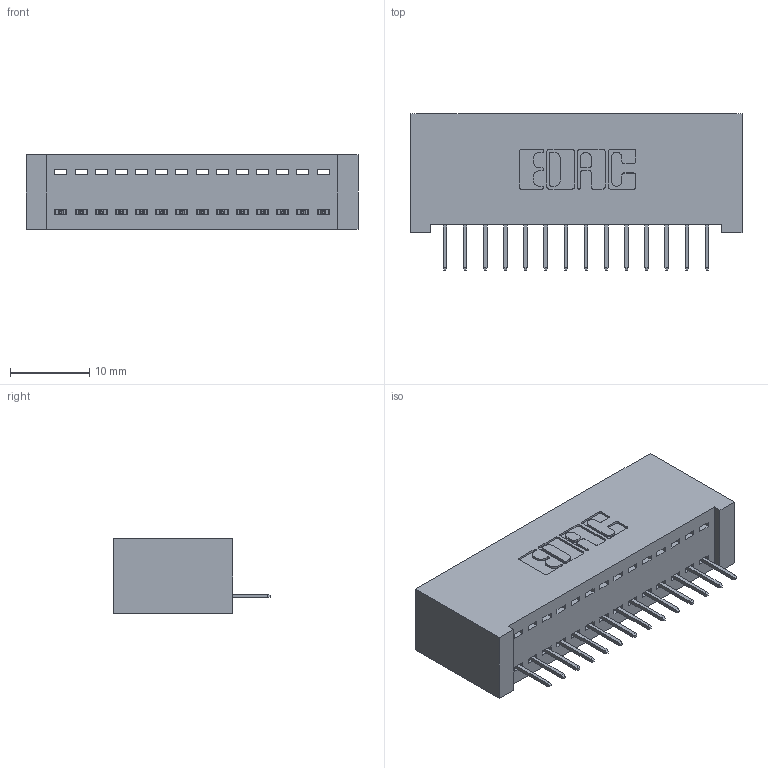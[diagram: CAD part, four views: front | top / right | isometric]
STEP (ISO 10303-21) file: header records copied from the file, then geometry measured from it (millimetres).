
FILE_DESCRIPTION (( 'STEP AP203' ), '1' );
FILE_NAME ('342-014-524-101.STEP', '2018-08-10T17:07:18', ( '' ), ( '' ), 'SwSTEP 2.0', 'SolidWorks 2016', '' );
FILE_SCHEMA (( 'CONFIG_CONTROL_DESIGN' ));
Length unit declared in the file: inch
Products named in the file (3): 342 Part_Lugless; 345-292-001_345-293-124; 342-014-524-101
Assembly tree (15 placements, depth 2):
  342-014-524-101
    342 Part_Lugless
    345-292-001_345-293-124  x14
Bounding box: 41.81 x 19.69 x 9.4 mm (x, y, z)
Volume: 3916.3 mm3; surface area: 5379.6 mm2
Topology: 15 solids, 15 shells, 970 faces, 2795 edges, 1806 vertices
Faces by surface type: plane 734, cylinder 236
Entity records: 11845 total; most frequent: CARTESIAN_POINT 2052, ORIENTED_EDGE 2002, DIRECTION 1781, EDGE_CURVE 1001, VECTOR 885, LINE 885, VERTEX_POINT 662, AXIS2_PLACEMENT_3D 448
